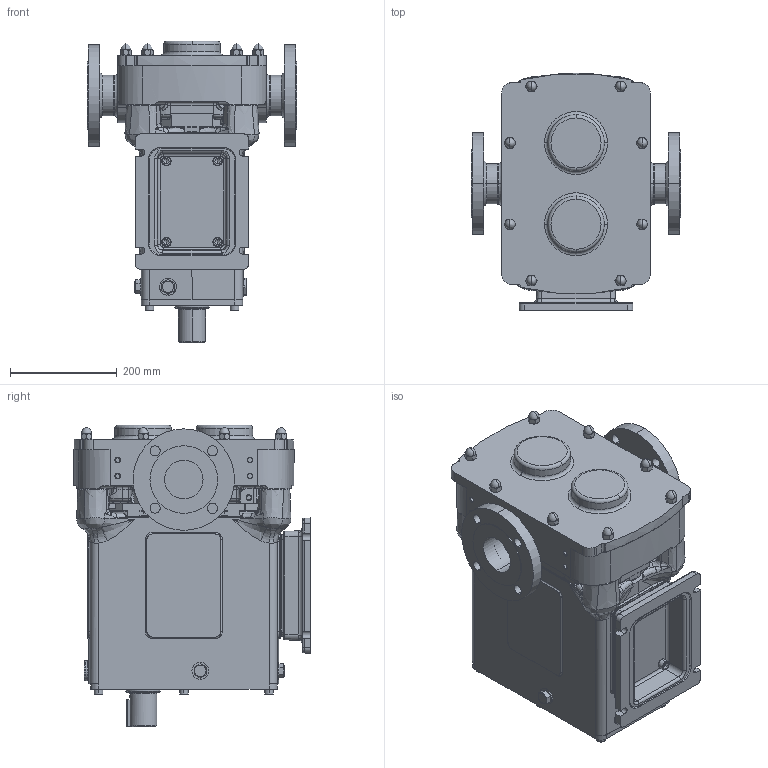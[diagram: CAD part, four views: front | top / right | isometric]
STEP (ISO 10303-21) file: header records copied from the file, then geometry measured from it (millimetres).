
FILE_DESCRIPTION (( 'STEP AP214' ), '1' );
FILE_NAME ('GA4562.STEP', '2024-11-06T21:52:28', ( '' ), ( '' ), 'SwSTEP 2.0', 'SolidWorks 2023', '' );
FILE_SCHEMA (( 'AUTOMOTIVE_DESIGN' ));
Length unit declared in the file: millimetre
Products named in the file (3): Copy of Z94-5301-55 - 3 INCH ASA 150^GA4562; GA4562; Copy of R1800 CPP H TSD^GA4562
Assembly tree (3 placements, depth 2):
  GA4562
    Copy of R1800 CPP H TSD^GA4562
    Copy of Z94-5301-55 - 3 INCH ASA 150^GA4562  x2
Bounding box: 393 x 444.75 x 566 mm (x, y, z)
Volume: 38344411.4 mm3; surface area: 1353697.3 mm2
Topology: 4 solids, 4 shells, 1719 faces, 4202 edges, 2499 vertices
Faces by surface type: plane 526, cylinder 431, bspline 360, cone 227, torus 122, sphere 53
Entity records: 66230 total; most frequent: CARTESIAN_POINT 29363, ORIENTED_EDGE 8136, DIRECTION 7237, EDGE_CURVE 4068, AXIS2_PLACEMENT_3D 2895, VERTEX_POINT 2465, EDGE_LOOP 1823, FACE_OUTER_BOUND 1697
